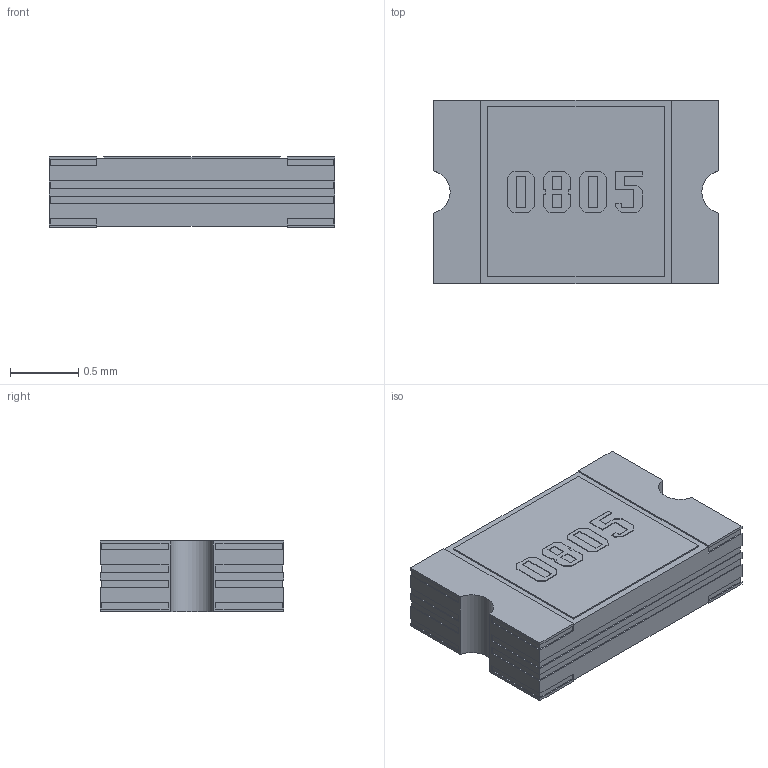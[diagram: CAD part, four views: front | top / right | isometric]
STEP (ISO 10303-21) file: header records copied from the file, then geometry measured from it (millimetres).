
FILE_DESCRIPTION(/* description */ ('model of SMD_Polyfuse_0805'),/* implementation_level */ '2;1');
FILE_NAME(/* name */ 'SMD_Polyfuse_0805.stp',/* time_stamp */ '2017-06-26T13:19:13',/* author */ ('Joan The Spark',''),/* organization */ (''),/* preprocessor_version */ '',/* originating_system */ '',/* authorisation */ '');
FILE_SCHEMA (('AUTOMOTIVE_DESIGN { 1 0 10303 214 3 1 1 }'));
Length unit declared in the file: millimetre
Products named in the file (1): SMD_Polyfuse_1210
Bounding box: 2.1 x 1.35 x 0.53 mm (x, y, z)
Volume: 1.4 mm3; surface area: 9.7 mm2
Topology: 1 solids, 1 shells, 176 faces, 495 edges, 330 vertices
Faces by surface type: plane 158, cylinder 18
Entity records: 5773 total; most frequent: CARTESIAN_POINT 1002, ORIENTED_EDGE 990, DIRECTION 885, EDGE_CURVE 495, LINE 459, VECTOR 459, VERTEX_POINT 330, AXIS2_PLACEMENT_3D 213
